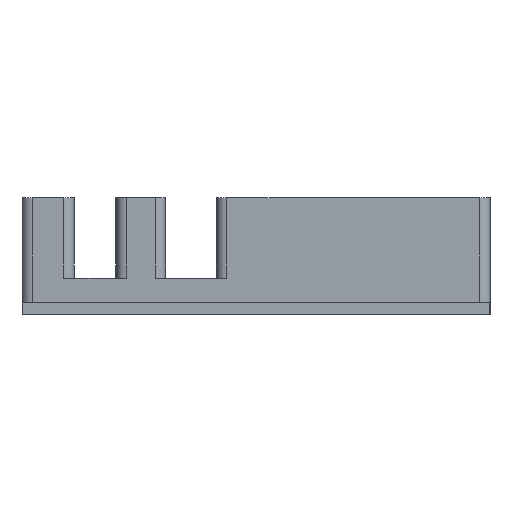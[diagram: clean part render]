
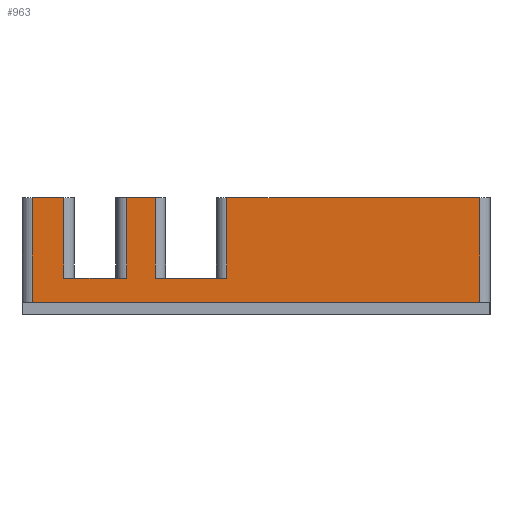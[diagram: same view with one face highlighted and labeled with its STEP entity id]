
A CAD part, left-side view. The second image highlights one B-rep face of the part: STEP entity #963.
In plain terms, the highlighted planar face has unit normal (-1, 0, 0).
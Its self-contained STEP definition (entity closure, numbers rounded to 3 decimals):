
#26=PLANE('',#1034);
#60=FACE_OUTER_BOUND('',#112,.T.);
#112=EDGE_LOOP('',(#669,#670,#671,#672,#673,#674,#675,#676,#677,#678,#679,
#680));
#171=LINE('',#1414,#276);
#172=LINE('',#1417,#277);
#178=LINE('',#1433,#283);
#179=LINE('',#1435,#284);
#180=LINE('',#1437,#285);
#181=LINE('',#1439,#286);
#182=LINE('',#1441,#287);
#183=LINE('',#1443,#288);
#184=LINE('',#1445,#289);
#185=LINE('',#1447,#290);
#186=LINE('',#1449,#291);
#187=LINE('',#1450,#292);
#276=VECTOR('',#1127,10.);
#277=VECTOR('',#1130,10.);
#283=VECTOR('',#1142,10.);
#284=VECTOR('',#1143,10.);
#285=VECTOR('',#1144,10.);
#286=VECTOR('',#1145,10.);
#287=VECTOR('',#1146,10.);
#288=VECTOR('',#1147,10.);
#289=VECTOR('',#1148,10.);
#290=VECTOR('',#1149,10.);
#291=VECTOR('',#1150,10.);
#292=VECTOR('',#1151,10.);
#418=VERTEX_POINT('',#1407);
#421=VERTEX_POINT('',#1412);
#422=VERTEX_POINT('',#1416);
#429=VERTEX_POINT('',#1432);
#430=VERTEX_POINT('',#1434);
#431=VERTEX_POINT('',#1436);
#432=VERTEX_POINT('',#1438);
#433=VERTEX_POINT('',#1440);
#434=VERTEX_POINT('',#1442);
#435=VERTEX_POINT('',#1444);
#436=VERTEX_POINT('',#1446);
#437=VERTEX_POINT('',#1448);
#516=EDGE_CURVE('',#421,#418,#171,.T.);
#517=EDGE_CURVE('',#418,#422,#172,.T.);
#525=EDGE_CURVE('',#429,#421,#178,.T.);
#526=EDGE_CURVE('',#430,#429,#179,.T.);
#527=EDGE_CURVE('',#431,#430,#180,.T.);
#528=EDGE_CURVE('',#432,#431,#181,.T.);
#529=EDGE_CURVE('',#432,#433,#182,.T.);
#530=EDGE_CURVE('',#434,#433,#183,.T.);
#531=EDGE_CURVE('',#435,#434,#184,.T.);
#532=EDGE_CURVE('',#436,#435,#185,.T.);
#533=EDGE_CURVE('',#437,#436,#186,.T.);
#534=EDGE_CURVE('',#422,#437,#187,.T.);
#669=ORIENTED_EDGE('',*,*,#516,.F.);
#670=ORIENTED_EDGE('',*,*,#525,.F.);
#671=ORIENTED_EDGE('',*,*,#526,.F.);
#672=ORIENTED_EDGE('',*,*,#527,.F.);
#673=ORIENTED_EDGE('',*,*,#528,.F.);
#674=ORIENTED_EDGE('',*,*,#529,.T.);
#675=ORIENTED_EDGE('',*,*,#530,.F.);
#676=ORIENTED_EDGE('',*,*,#531,.F.);
#677=ORIENTED_EDGE('',*,*,#532,.F.);
#678=ORIENTED_EDGE('',*,*,#533,.F.);
#679=ORIENTED_EDGE('',*,*,#534,.F.);
#680=ORIENTED_EDGE('',*,*,#517,.F.);
#963=ADVANCED_FACE('',(#60),#26,.T.);
#1034=AXIS2_PLACEMENT_3D('',#1431,#1140,#1141);
#1127=DIRECTION('',(0.,0.,1.));
#1130=DIRECTION('',(0.,-1.,0.));
#1140=DIRECTION('center_axis',(-1.,0.,0.));
#1141=DIRECTION('ref_axis',(0.,-1.,0.));
#1142=DIRECTION('',(0.,-1.,0.));
#1143=DIRECTION('',(0.,0.,-1.));
#1144=DIRECTION('',(0.,-1.,0.));
#1145=DIRECTION('',(0.,0.,1.));
#1146=DIRECTION('',(0.,-1.,0.));
#1147=DIRECTION('',(0.,0.,-1.));
#1148=DIRECTION('',(0.,-1.,0.));
#1149=DIRECTION('',(0.,0.,1.));
#1150=DIRECTION('',(0.,-1.,0.));
#1151=DIRECTION('',(0.,0.,-1.));
#1407=CARTESIAN_POINT('',(-58.42,45.578,28.575));
#1412=CARTESIAN_POINT('',(-58.42,45.578,8.89));
#1414=CARTESIAN_POINT('',(-58.42,45.578,0.));
#1416=CARTESIAN_POINT('',(-58.42,38.608,28.575));
#1417=CARTESIAN_POINT('',(-58.42,55.88,28.575));
#1431=CARTESIAN_POINT('Origin',(-58.42,58.42,0.));
#1432=CARTESIAN_POINT('',(-58.42,60.96,8.89));
#1433=CARTESIAN_POINT('',(-58.42,67.2,8.89));
#1434=CARTESIAN_POINT('',(-58.42,60.96,28.575));
#1435=CARTESIAN_POINT('',(-58.42,60.96,0.));
#1436=CARTESIAN_POINT('',(-58.42,68.58,28.575));
#1437=CARTESIAN_POINT('',(-58.42,71.12,28.575));
#1438=CARTESIAN_POINT('',(-58.42,68.58,0.));
#1439=CARTESIAN_POINT('',(-58.42,68.58,0.));
#1440=CARTESIAN_POINT('',(-58.42,-40.64,0.));
#1441=CARTESIAN_POINT('',(-58.42,71.12,0.));
#1442=CARTESIAN_POINT('',(-58.42,-40.64,28.575));
#1443=CARTESIAN_POINT('',(-58.42,-40.64,0.));
#1444=CARTESIAN_POINT('',(-58.42,21.082,28.575));
#1445=CARTESIAN_POINT('',(-58.42,55.88,28.575));
#1446=CARTESIAN_POINT('',(-58.42,21.082,8.89));
#1447=CARTESIAN_POINT('',(-58.42,21.082,0.));
#1448=CARTESIAN_POINT('',(-58.42,38.608,8.89));
#1449=CARTESIAN_POINT('',(-58.42,55.88,8.89));
#1450=CARTESIAN_POINT('',(-58.42,38.608,0.));
